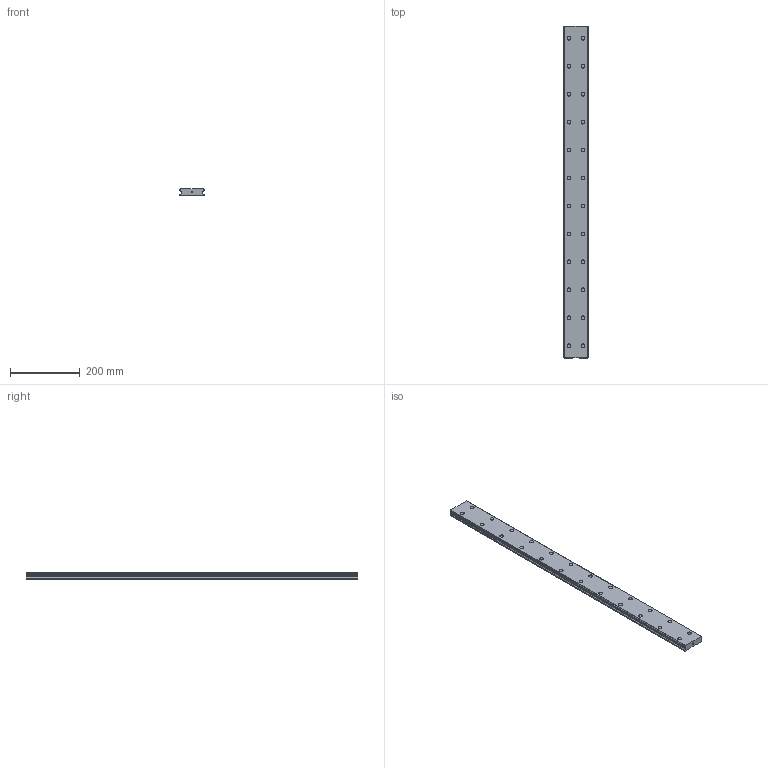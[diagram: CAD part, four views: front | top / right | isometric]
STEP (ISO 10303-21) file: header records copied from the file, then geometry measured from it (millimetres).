
FILE_DESCRIPTION(('STEP AP214'),'1');
FILE_NAME('cctmp_CAB5F58F-B8E1-4BBD-A898-A8B4EE408132_2021_03_09_09_03_24_0161..stp','2021-03-09T08:03:24',('HIWIN GmbH'),('CADClick - www.CADClick.com'),'Spatial InterOp 3D',' ','unknown authorization');
FILE_SCHEMA(('AUTOMOTIVE_DESIGN'));
Length unit declared in the file: millimetre
Products named in the file (1): WER35R950H_FILE
Bounding box: 69 x 950 x 19 mm (x, y, z)
Volume: 1146119.3 mm3; surface area: 186952.6 mm2
Topology: 1 solids, 1 shells, 319 faces, 723 edges, 482 vertices
Faces by surface type: cylinder 162, plane 157
Entity records: 11637 total; most frequent: DIRECTION 1687, CARTESIAN_POINT 1525, ORIENTED_EDGE 1446, EDGE_CURVE 723, AXIS2_PLACEMENT_3D 644, VERTEX_POINT 482, LINE 399, VECTOR 399
